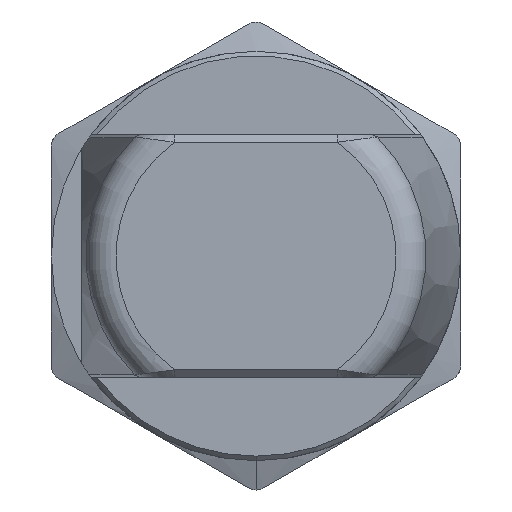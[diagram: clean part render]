
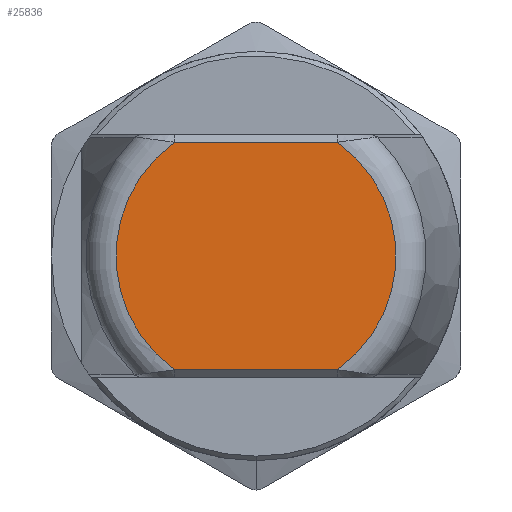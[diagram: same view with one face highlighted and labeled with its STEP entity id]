
A CAD part, left-side view. The second image highlights one B-rep face of the part: STEP entity #25836.
In plain terms, the highlighted face is planar.
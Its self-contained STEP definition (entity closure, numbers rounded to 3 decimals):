
#93 = ORIENTED_EDGE ( 'NONE', *, *, #20104, .F. ) ;
#250 = DIRECTION ( 'NONE',  ( 0., 0., 1. ) ) ;
#1518 = CARTESIAN_POINT ( 'NONE',  ( 20., -5.383, 7.5 ) ) ;
#2297 = DIRECTION ( 'NONE',  ( 0., 1., 0. ) ) ;
#3054 = FACE_OUTER_BOUND ( 'NONE', #15899, .T. ) ;
#3157 = CARTESIAN_POINT ( 'NONE',  ( 20., -5.383, -7.5 ) ) ;
#3912 = CARTESIAN_POINT ( 'NONE',  ( 20., 4.607, -7.5 ) ) ;
#4702 = CARTESIAN_POINT ( 'NONE',  ( 20., 0., 0. ) ) ;
#5706 = EDGE_CURVE ( 'NONE', #16914, #6746, #19860, .T. ) ;
#5909 = CARTESIAN_POINT ( 'NONE',  ( 20., -4.607, 7.5 ) ) ;
#6746 = VERTEX_POINT ( 'NONE', #1518 ) ;
#7304 = VERTEX_POINT ( 'NONE', #17432 ) ;
#7525 = DIRECTION ( 'NONE',  ( 0., 0., -1. ) ) ;
#8758 = CARTESIAN_POINT ( 'NONE',  ( 20., 5.383, 7.5 ) ) ;
#8801 = AXIS2_PLACEMENT_3D ( 'NONE', #13853, #22119, #7525 ) ;
#8823 = DIRECTION ( 'NONE',  ( 0., 0., 1. ) ) ;
#11036 = ORIENTED_EDGE ( 'NONE', *, *, #23572, .F. ) ;
#11595 = DIRECTION ( 'NONE',  ( 0., -1., 0. ) ) ;
#11739 = CIRCLE ( 'NONE', #18241, 9.232 ) ;
#12685 = DIRECTION ( 'NONE',  ( -1., 0., 0. ) ) ;
#12995 = DIRECTION ( 'NONE',  ( -1., 0., 0. ) ) ;
#13464 = PLANE ( 'NONE',  #8801 ) ;
#13853 = CARTESIAN_POINT ( 'NONE',  ( 20., 9.232, 0. ) ) ;
#14455 = LINE ( 'NONE', #3912, #17831 ) ;
#14555 = VERTEX_POINT ( 'NONE', #3157 ) ;
#15012 = CIRCLE ( 'NONE', #25387, 9.232 ) ;
#15899 = EDGE_LOOP ( 'NONE', ( #11036, #26109, #93, #18851 ) ) ;
#16914 = VERTEX_POINT ( 'NONE', #8758 ) ;
#17432 = CARTESIAN_POINT ( 'NONE',  ( 20., 5.383, -7.5 ) ) ;
#17831 = VECTOR ( 'NONE', #2297, 1000. ) ;
#18241 = AXIS2_PLACEMENT_3D ( 'NONE', #21131, #12995, #8823 ) ;
#18851 = ORIENTED_EDGE ( 'NONE', *, *, #5706, .T. ) ;
#19860 = LINE ( 'NONE', #5909, #24260 ) ;
#20104 = EDGE_CURVE ( 'NONE', #16914, #7304, #15012, .T. ) ;
#21131 = CARTESIAN_POINT ( 'NONE',  ( 20., 0., 0. ) ) ;
#22119 = DIRECTION ( 'NONE',  ( 1., 0., 0. ) ) ;
#23572 = EDGE_CURVE ( 'NONE', #14555, #6746, #11739, .T. ) ;
#24260 = VECTOR ( 'NONE', #11595, 1000. ) ;
#24854 = EDGE_CURVE ( 'NONE', #14555, #7304, #14455, .T. ) ;
#25387 = AXIS2_PLACEMENT_3D ( 'NONE', #4702, #12685, #250 ) ;
#25836 = ADVANCED_FACE ( 'NONE', ( #3054 ), #13464, .T. ) ;
#26109 = ORIENTED_EDGE ( 'NONE', *, *, #24854, .T. ) ;
